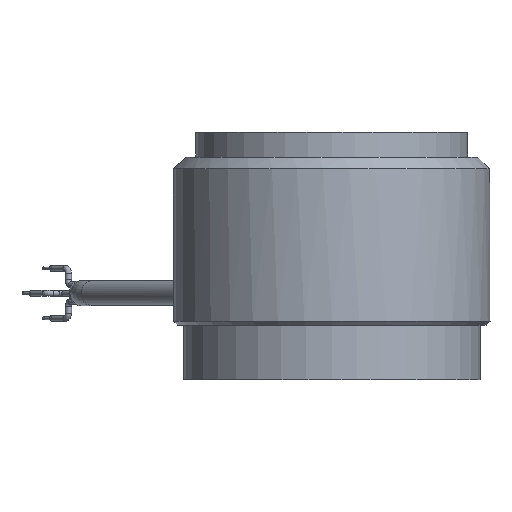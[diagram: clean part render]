
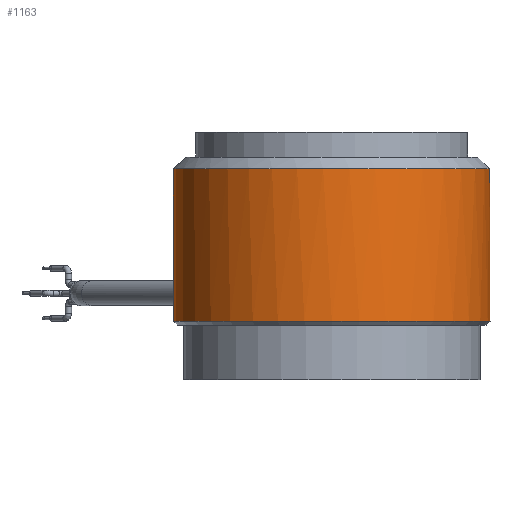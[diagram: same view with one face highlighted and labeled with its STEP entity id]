
A CAD part, left-side view. The second image highlights one B-rep face of the part: STEP entity #1163.
In plain terms, the highlighted cylindrical face has radius 20.32 mm (diameter 40.64 mm), a full revolution.
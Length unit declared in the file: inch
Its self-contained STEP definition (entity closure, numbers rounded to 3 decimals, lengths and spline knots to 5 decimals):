
#2 = DIRECTION ( 'NONE',  ( -0.819, -0.574, 0. ) ) ;
#14 = VERTEX_POINT ( 'NONE', #1216 ) ;
#32 = CARTESIAN_POINT ( 'NONE',  ( 0.69426, 0.39749, 0.45786 ) ) ;
#45 = ORIENTED_EDGE ( 'NONE', *, *, #610, .T. ) ;
#46 = AXIS2_PLACEMENT_3D ( 'NONE', #1492, #1343, #1208 ) ;
#57 = CARTESIAN_POINT ( 'NONE',  ( 0.69446, 0.39715, 0.295 ) ) ;
#94 = CARTESIAN_POINT ( 'NONE',  ( 0.61072, 0.51674, 0.45 ) ) ;
#113 = DIRECTION ( 'NONE',  ( 0., 0., -1. ) ) ;
#118 = CARTESIAN_POINT ( 'NONE',  ( 0.63855, 0.48194, 0.50809 ) ) ;
#158 = ORIENTED_EDGE ( 'NONE', *, *, #1680, .T. ) ;
#182 = CYLINDRICAL_SURFACE ( 'NONE', #298, 0.8 ) ;
#188 = CARTESIAN_POINT ( 'NONE',  ( 0.69446, 0.39715, 0.45396 ) ) ;
#221 = EDGE_CURVE ( 'NONE', #582, #582, #481, .T. ) ;
#233 = DIRECTION ( 'NONE',  ( 0., 0., 1. ) ) ;
#260 = CARTESIAN_POINT ( 'NONE',  ( 0.63181, 0.49074, 0.50393 ) ) ;
#276 = ORIENTED_EDGE ( 'NONE', *, *, #628, .T. ) ;
#290 = CARTESIAN_POINT ( 'NONE',  ( -0.65532, -0.45886, 1.065 ) ) ;
#298 = AXIS2_PLACEMENT_3D ( 'NONE', #391, #1283, #1147 ) ;
#324 = CARTESIAN_POINT ( 'NONE',  ( 0.66269, 0.44815, 0.51 ) ) ;
#355 = CARTESIAN_POINT ( 'NONE',  ( 0.64778, 0.46945, 0.51 ) ) ;
#374 = CIRCLE ( 'NONE', #564, 0.8 ) ;
#391 = CARTESIAN_POINT ( 'NONE',  ( 0., 0., 0.275 ) ) ;
#414 = CARTESIAN_POINT ( 'NONE',  ( 0.62564, 0.49858, 0.49774 ) ) ;
#458 = VERTEX_POINT ( 'NONE', #849 ) ;
#468 = CARTESIAN_POINT ( 'NONE',  ( 0.66713, 0.44158, 0.51 ) ) ;
#481 = CIRCLE ( 'NONE', #1265, 0.8 ) ;
#533 = CARTESIAN_POINT ( 'NONE',  ( 0.69446, 0.39715, 0.275 ) ) ;
#559 = CARTESIAN_POINT ( 'NONE',  ( 0.66269, 0.44815, 0.51 ) ) ;
#560 = CARTESIAN_POINT ( 'NONE',  ( 0.61848, 0.50746, 0.48692 ) ) ;
#564 = AXIS2_PLACEMENT_3D ( 'NONE', #668, #1682, #825 ) ;
#582 = VERTEX_POINT ( 'NONE', #290 ) ;
#607 = CARTESIAN_POINT ( 'NONE',  ( 0.61072, 0.51674, 0.275 ) ) ;
#610 = EDGE_CURVE ( 'NONE', #458, #865, #700, .T. ) ;
#618 = VECTOR ( 'NONE', #764, 39.37008 ) ;
#623 = CARTESIAN_POINT ( 'NONE',  ( 0.67144, 0.43499, 0.50841 ) ) ;
#628 = EDGE_CURVE ( 'NONE', #14, #751, #1606, .T. ) ;
#668 = CARTESIAN_POINT ( 'NONE',  ( 0., 0., 0.51 ) ) ;
#700 = B_SPLINE_CURVE_WITH_KNOTS ( 'NONE', 3,
 ( #947, #188, #32, #1786, #1650, #1506, #1361, #1221, #1082, #934, #784, #623, #468, #324 ),
 .UNSPECIFIED., .F., .F.,
 ( 4, 2, 2, 2, 2, 2, 4 ),
 ( 0., 0.0003, 0.0006, 0.00089, 0.00119, 0.00179, 0.00238 ),
 .UNSPECIFIED. ) ;
#718 = CARTESIAN_POINT ( 'NONE',  ( 0.61175, 0.51552, 0.46581 ) ) ;
#729 = VERTEX_POINT ( 'NONE', #94 ) ;
#742 = VERTEX_POINT ( 'NONE', #355 ) ;
#751 = VERTEX_POINT ( 'NONE', #57 ) ;
#764 = DIRECTION ( 'NONE',  ( 0., 0., -1. ) ) ;
#784 = CARTESIAN_POINT ( 'NONE',  ( 0.67918, 0.4228, 0.50242 ) ) ;
#817 = FACE_OUTER_BOUND ( 'NONE', #1199, .T. ) ;
#825 = DIRECTION ( 'NONE',  ( -0.574, 0.819, 0. ) ) ;
#843 = B_SPLINE_CURVE_WITH_KNOTS ( 'NONE', 3,
 ( #1720, #859, #1016, #118, #1160, #260, #1300, #414, #1444, #560, #1589, #718, #1724, #879 ),
 .UNSPECIFIED., .F., .F.,
 ( 4, 2, 2, 2, 2, 2, 4 ),
 ( 0., 0.0003, 0.0006, 0.00089, 0.00119, 0.00179, 0.00238 ),
 .UNSPECIFIED. ) ;
#849 = CARTESIAN_POINT ( 'NONE',  ( 0.69446, 0.39715, 0.45 ) ) ;
#859 = CARTESIAN_POINT ( 'NONE',  ( 0.64545, 0.47266, 0.51 ) ) ;
#865 = VERTEX_POINT ( 'NONE', #559 ) ;
#879 = CARTESIAN_POINT ( 'NONE',  ( 0.61072, 0.51674, 0.45 ) ) ;
#908 = CARTESIAN_POINT ( 'NONE',  ( 0., 0., 1.065 ) ) ;
#916 = EDGE_LOOP ( 'NONE', ( #276, #1583, #45, #158, #1673, #1623 ) ) ;
#934 = CARTESIAN_POINT ( 'NONE',  ( 0.68269, 0.41709, 0.49795 ) ) ;
#947 = CARTESIAN_POINT ( 'NONE',  ( 0.69446, 0.39715, 0.45 ) ) ;
#995 = EDGE_CURVE ( 'NONE', #729, #14, #1817, .T. ) ;
#1016 = CARTESIAN_POINT ( 'NONE',  ( 0.64314, 0.4758, 0.50961 ) ) ;
#1082 = CARTESIAN_POINT ( 'NONE',  ( 0.68697, 0.40997, 0.48965 ) ) ;
#1147 = DIRECTION ( 'NONE',  ( 0.819, 0.574, 0. ) ) ;
#1160 = CARTESIAN_POINT ( 'NONE',  ( 0.63625, 0.48498, 0.50694 ) ) ;
#1163 = ADVANCED_FACE ( 'NONE', ( #817, #1358 ), #182, .T. ) ;
#1199 = EDGE_LOOP ( 'NONE', ( #1309 ) ) ;
#1208 = DIRECTION ( 'NONE',  ( -0.819, -0.574, 0. ) ) ;
#1210 = EDGE_CURVE ( 'NONE', #742, #729, #843, .T. ) ;
#1216 = CARTESIAN_POINT ( 'NONE',  ( 0.61072, 0.51674, 0.295 ) ) ;
#1221 = CARTESIAN_POINT ( 'NONE',  ( 0.68827, 0.40779, 0.48657 ) ) ;
#1265 = AXIS2_PLACEMENT_3D ( 'NONE', #908, #113, #2 ) ;
#1283 = DIRECTION ( 'NONE',  ( 0., 0., 1. ) ) ;
#1300 = CARTESIAN_POINT ( 'NONE',  ( 0.62969, 0.49346, 0.50209 ) ) ;
#1309 = ORIENTED_EDGE ( 'NONE', *, *, #221, .T. ) ;
#1343 = DIRECTION ( 'NONE',  ( 0., 0., 1. ) ) ;
#1358 = FACE_OUTER_BOUND ( 'NONE', #916, .T. ) ;
#1361 = CARTESIAN_POINT ( 'NONE',  ( 0.69048, 0.40403, 0.48005 ) ) ;
#1369 = LINE ( 'NONE', #533, #1661 ) ;
#1444 = CARTESIAN_POINT ( 'NONE',  ( 0.62371, 0.50099, 0.49521 ) ) ;
#1492 = CARTESIAN_POINT ( 'NONE',  ( 0., 0., 0.295 ) ) ;
#1506 = CARTESIAN_POINT ( 'NONE',  ( 0.69141, 0.40243, 0.4766 ) ) ;
#1583 = ORIENTED_EDGE ( 'NONE', *, *, #1773, .T. ) ;
#1589 = CARTESIAN_POINT ( 'NONE',  ( 0.61561, 0.51091, 0.48023 ) ) ;
#1606 = CIRCLE ( 'NONE', #46, 0.8 ) ;
#1623 = ORIENTED_EDGE ( 'NONE', *, *, #995, .T. ) ;
#1650 = CARTESIAN_POINT ( 'NONE',  ( 0.69293, 0.39982, 0.46934 ) ) ;
#1661 = VECTOR ( 'NONE', #233, 39.37008 ) ;
#1673 = ORIENTED_EDGE ( 'NONE', *, *, #1210, .T. ) ;
#1680 = EDGE_CURVE ( 'NONE', #865, #742, #374, .T. ) ;
#1682 = DIRECTION ( 'NONE',  ( 0., 0., 1. ) ) ;
#1720 = CARTESIAN_POINT ( 'NONE',  ( 0.64778, 0.46945, 0.51 ) ) ;
#1724 = CARTESIAN_POINT ( 'NONE',  ( 0.61072, 0.51674, 0.45793 ) ) ;
#1773 = EDGE_CURVE ( 'NONE', #751, #458, #1369, .T. ) ;
#1786 = CARTESIAN_POINT ( 'NONE',  ( 0.6935, 0.39882, 0.46553 ) ) ;
#1817 = LINE ( 'NONE', #607, #618 ) ;
